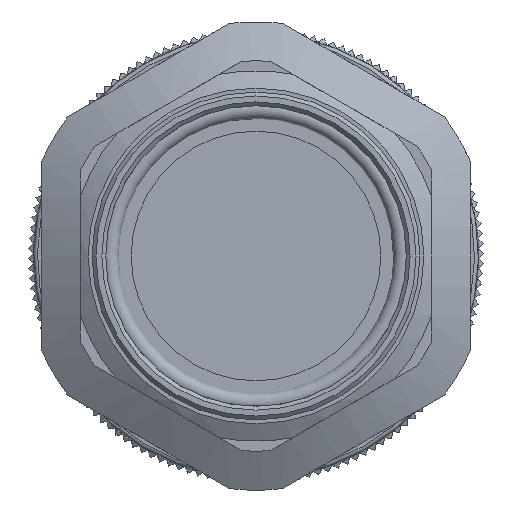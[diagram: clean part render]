
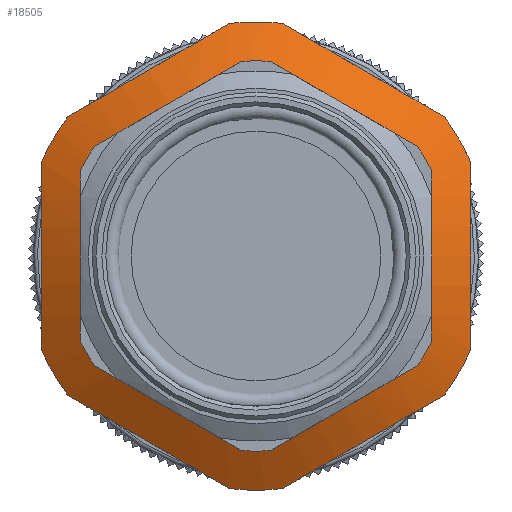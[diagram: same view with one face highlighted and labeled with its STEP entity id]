
A CAD part, left-side view. The second image highlights one B-rep face of the part: STEP entity #18505.
In plain terms, the highlighted conical face has half-angle 60 degrees and reference radius 26.05 mm.
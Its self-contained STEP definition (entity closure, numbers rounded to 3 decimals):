
#1102=CONICAL_SURFACE('',#19624,26.05,1.047);
#1683=(
BOUNDED_CURVE()
B_SPLINE_CURVE(2,(#38080,#38081,#38082),.UNSPECIFIED.,.F.,.F.)
B_SPLINE_CURVE_WITH_KNOTS((3,3),(0.,2.415),.UNSPECIFIED.)
CURVE()
GEOMETRIC_REPRESENTATION_ITEM()
RATIONAL_B_SPLINE_CURVE((1.,1.091,1.))
REPRESENTATION_ITEM('')
);
#1686=(
BOUNDED_CURVE()
B_SPLINE_CURVE(2,(#38097,#38098,#38099),.UNSPECIFIED.,.F.,.F.)
B_SPLINE_CURVE_WITH_KNOTS((3,3),(0.,2.415),.UNSPECIFIED.)
CURVE()
GEOMETRIC_REPRESENTATION_ITEM()
RATIONAL_B_SPLINE_CURVE((1.,1.091,1.))
REPRESENTATION_ITEM('')
);
#1689=(
BOUNDED_CURVE()
B_SPLINE_CURVE(2,(#38114,#38115,#38116),.UNSPECIFIED.,.F.,.F.)
B_SPLINE_CURVE_WITH_KNOTS((3,3),(0.,2.415),.UNSPECIFIED.)
CURVE()
GEOMETRIC_REPRESENTATION_ITEM()
RATIONAL_B_SPLINE_CURVE((1.,1.091,1.))
REPRESENTATION_ITEM('')
);
#1692=(
BOUNDED_CURVE()
B_SPLINE_CURVE(2,(#38131,#38132,#38133),.UNSPECIFIED.,.F.,.F.)
B_SPLINE_CURVE_WITH_KNOTS((3,3),(0.,2.415),.UNSPECIFIED.)
CURVE()
GEOMETRIC_REPRESENTATION_ITEM()
RATIONAL_B_SPLINE_CURVE((1.,1.091,1.))
REPRESENTATION_ITEM('')
);
#1695=(
BOUNDED_CURVE()
B_SPLINE_CURVE(2,(#38148,#38149,#38150),.UNSPECIFIED.,.F.,.F.)
B_SPLINE_CURVE_WITH_KNOTS((3,3),(0.,2.415),.UNSPECIFIED.)
CURVE()
GEOMETRIC_REPRESENTATION_ITEM()
RATIONAL_B_SPLINE_CURVE((1.,1.091,1.))
REPRESENTATION_ITEM('')
);
#1698=(
BOUNDED_CURVE()
B_SPLINE_CURVE(2,(#38165,#38166,#38167),.UNSPECIFIED.,.F.,.F.)
B_SPLINE_CURVE_WITH_KNOTS((3,3),(0.,2.415),.UNSPECIFIED.)
CURVE()
GEOMETRIC_REPRESENTATION_ITEM()
RATIONAL_B_SPLINE_CURVE((1.,1.091,1.))
REPRESENTATION_ITEM('')
);
#2605=LINE('',#38213,#3540);
#3540=VECTOR('',#22716,26.05);
#5767=FACE_OUTER_BOUND('',#6870,.T.);
#6870=EDGE_LOOP('',(#16572,#16573,#16574,#16575,#16576,#16577,#16578,#16579,
#16580,#16581,#16582,#16583,#16584,#16585,#16586,#16587,#16588));
#7306=CIRCLE('',#19571,22.1);
#7307=CIRCLE('',#19572,22.1);
#7322=CIRCLE('',#19614,30.);
#7323=CIRCLE('',#19615,30.);
#7324=CIRCLE('',#19617,30.);
#7325=CIRCLE('',#19619,30.);
#7326=CIRCLE('',#19621,30.);
#7327=CIRCLE('',#19623,30.);
#7328=CIRCLE('',#19625,30.);
#8929=VERTEX_POINT('',#38054);
#8930=VERTEX_POINT('',#38055);
#8933=VERTEX_POINT('',#38078);
#8934=VERTEX_POINT('',#38079);
#8938=VERTEX_POINT('',#38095);
#8939=VERTEX_POINT('',#38096);
#8943=VERTEX_POINT('',#38112);
#8944=VERTEX_POINT('',#38113);
#8948=VERTEX_POINT('',#38129);
#8949=VERTEX_POINT('',#38130);
#8953=VERTEX_POINT('',#38146);
#8954=VERTEX_POINT('',#38147);
#8958=VERTEX_POINT('',#38163);
#8959=VERTEX_POINT('',#38164);
#8964=VERTEX_POINT('',#38200);
#11486=EDGE_CURVE('',#8929,#8930,#7306,.T.);
#11487=EDGE_CURVE('',#8930,#8929,#7307,.T.);
#11491=EDGE_CURVE('',#8933,#8934,#1683,.T.);
#11496=EDGE_CURVE('',#8938,#8939,#1686,.T.);
#11501=EDGE_CURVE('',#8943,#8944,#1689,.T.);
#11506=EDGE_CURVE('',#8948,#8949,#1692,.T.);
#11511=EDGE_CURVE('',#8953,#8954,#1695,.T.);
#11516=EDGE_CURVE('',#8958,#8959,#1698,.T.);
#11534=EDGE_CURVE('',#8933,#8964,#7322,.T.);
#11535=EDGE_CURVE('',#8964,#8959,#7323,.T.);
#11536=EDGE_CURVE('',#8958,#8954,#7324,.T.);
#11537=EDGE_CURVE('',#8953,#8949,#7325,.T.);
#11538=EDGE_CURVE('',#8948,#8944,#7326,.T.);
#11539=EDGE_CURVE('',#8943,#8939,#7327,.T.);
#11540=EDGE_CURVE('',#8938,#8934,#7328,.T.);
#11541=EDGE_CURVE('',#8964,#8930,#2605,.T.);
#16572=ORIENTED_EDGE('',*,*,#11491,.T.);
#16573=ORIENTED_EDGE('',*,*,#11540,.F.);
#16574=ORIENTED_EDGE('',*,*,#11496,.T.);
#16575=ORIENTED_EDGE('',*,*,#11539,.F.);
#16576=ORIENTED_EDGE('',*,*,#11501,.T.);
#16577=ORIENTED_EDGE('',*,*,#11538,.F.);
#16578=ORIENTED_EDGE('',*,*,#11506,.T.);
#16579=ORIENTED_EDGE('',*,*,#11537,.F.);
#16580=ORIENTED_EDGE('',*,*,#11511,.T.);
#16581=ORIENTED_EDGE('',*,*,#11536,.F.);
#16582=ORIENTED_EDGE('',*,*,#11516,.T.);
#16583=ORIENTED_EDGE('',*,*,#11535,.F.);
#16584=ORIENTED_EDGE('',*,*,#11541,.T.);
#16585=ORIENTED_EDGE('',*,*,#11487,.T.);
#16586=ORIENTED_EDGE('',*,*,#11486,.T.);
#16587=ORIENTED_EDGE('',*,*,#11541,.F.);
#16588=ORIENTED_EDGE('',*,*,#11534,.F.);
#18505=ADVANCED_FACE('',(#5767),#1102,.T.);
#19571=AXIS2_PLACEMENT_3D('',#38056,#22592,#22593);
#19572=AXIS2_PLACEMENT_3D('',#38057,#22594,#22595);
#19614=AXIS2_PLACEMENT_3D('',#38201,#22692,#22693);
#19615=AXIS2_PLACEMENT_3D('',#38202,#22694,#22695);
#19617=AXIS2_PLACEMENT_3D('',#38204,#22698,#22699);
#19619=AXIS2_PLACEMENT_3D('',#38206,#22702,#22703);
#19621=AXIS2_PLACEMENT_3D('',#38208,#22706,#22707);
#19623=AXIS2_PLACEMENT_3D('',#38210,#22710,#22711);
#19624=AXIS2_PLACEMENT_3D('',#38211,#22712,#22713);
#19625=AXIS2_PLACEMENT_3D('',#38212,#22714,#22715);
#22592=DIRECTION('center_axis',(1.,0.,0.));
#22593=DIRECTION('ref_axis',(0.,-0.5,-0.866));
#22594=DIRECTION('center_axis',(1.,0.,0.));
#22595=DIRECTION('ref_axis',(0.,-0.5,-0.866));
#22692=DIRECTION('center_axis',(1.,0.,0.));
#22693=DIRECTION('ref_axis',(0.,-0.5,-0.866));
#22694=DIRECTION('center_axis',(1.,0.,0.));
#22695=DIRECTION('ref_axis',(0.,-0.5,-0.866));
#22698=DIRECTION('center_axis',(1.,0.,0.));
#22699=DIRECTION('ref_axis',(0.,-0.5,-0.866));
#22702=DIRECTION('center_axis',(1.,0.,0.));
#22703=DIRECTION('ref_axis',(0.,-0.5,-0.866));
#22706=DIRECTION('center_axis',(1.,0.,0.));
#22707=DIRECTION('ref_axis',(0.,-0.5,-0.866));
#22710=DIRECTION('center_axis',(1.,0.,0.));
#22711=DIRECTION('ref_axis',(0.,-0.5,-0.866));
#22712=DIRECTION('center_axis',(1.,0.,0.));
#22713=DIRECTION('ref_axis',(0.,0.866,-0.5));
#22714=DIRECTION('center_axis',(1.,0.,0.));
#22715=DIRECTION('ref_axis',(0.,-0.5,-0.866));
#22716=DIRECTION('',(-0.5,0.75,-0.433));
#38054=CARTESIAN_POINT('',(29.227,17.379,-11.05));
#38055=CARTESIAN_POINT('',(29.227,-20.9,11.05));
#38056=CARTESIAN_POINT('Origin',(29.227,-1.761,0.));
#38057=CARTESIAN_POINT('Origin',(29.227,-1.761,0.));
#38078=CARTESIAN_POINT('',(33.788,-25.894,17.821));
#38079=CARTESIAN_POINT('',(33.788,-5.127,29.81));
#38080=CARTESIAN_POINT('Ctrl Pts',(33.788,-25.894,17.821));
#38081=CARTESIAN_POINT('Ctrl Pts',(31.021,-15.511,23.816));
#38082=CARTESIAN_POINT('Ctrl Pts',(33.788,-5.127,29.81));
#38095=CARTESIAN_POINT('',(33.788,1.606,29.81));
#38096=CARTESIAN_POINT('',(33.788,22.373,17.821));
#38097=CARTESIAN_POINT('Ctrl Pts',(33.788,1.606,29.81));
#38098=CARTESIAN_POINT('Ctrl Pts',(31.021,11.989,23.816));
#38099=CARTESIAN_POINT('Ctrl Pts',(33.788,22.373,17.821));
#38112=CARTESIAN_POINT('',(33.788,25.739,11.99));
#38113=CARTESIAN_POINT('',(33.788,25.739,-11.99));
#38114=CARTESIAN_POINT('Ctrl Pts',(33.788,25.739,11.99));
#38115=CARTESIAN_POINT('Ctrl Pts',(31.021,25.739,0.));
#38116=CARTESIAN_POINT('Ctrl Pts',(33.788,25.739,-11.99));
#38129=CARTESIAN_POINT('',(33.788,22.373,-17.821));
#38130=CARTESIAN_POINT('',(33.788,1.606,-29.81));
#38131=CARTESIAN_POINT('Ctrl Pts',(33.788,22.373,-17.821));
#38132=CARTESIAN_POINT('Ctrl Pts',(31.021,11.989,-23.816));
#38133=CARTESIAN_POINT('Ctrl Pts',(33.788,1.606,-29.81));
#38146=CARTESIAN_POINT('',(33.788,-5.127,-29.81));
#38147=CARTESIAN_POINT('',(33.788,-25.894,-17.821));
#38148=CARTESIAN_POINT('Ctrl Pts',(33.788,-5.127,-29.81));
#38149=CARTESIAN_POINT('Ctrl Pts',(31.021,-15.511,-23.816));
#38150=CARTESIAN_POINT('Ctrl Pts',(33.788,-25.894,-17.821));
#38163=CARTESIAN_POINT('',(33.788,-29.261,-11.99));
#38164=CARTESIAN_POINT('',(33.788,-29.261,11.99));
#38165=CARTESIAN_POINT('Ctrl Pts',(33.788,-29.261,-11.99));
#38166=CARTESIAN_POINT('Ctrl Pts',(31.021,-29.261,0.));
#38167=CARTESIAN_POINT('Ctrl Pts',(33.788,-29.261,11.99));
#38200=CARTESIAN_POINT('',(33.788,-27.741,15.));
#38201=CARTESIAN_POINT('Origin',(33.788,-1.761,0.));
#38202=CARTESIAN_POINT('Origin',(33.788,-1.761,0.));
#38204=CARTESIAN_POINT('Origin',(33.788,-1.761,0.));
#38206=CARTESIAN_POINT('Origin',(33.788,-1.761,0.));
#38208=CARTESIAN_POINT('Origin',(33.788,-1.761,0.));
#38210=CARTESIAN_POINT('Origin',(33.788,-1.761,0.));
#38211=CARTESIAN_POINT('Origin',(31.507,-1.761,0.));
#38212=CARTESIAN_POINT('Origin',(33.788,-1.761,0.));
#38213=CARTESIAN_POINT('',(31.507,-24.321,13.025));
